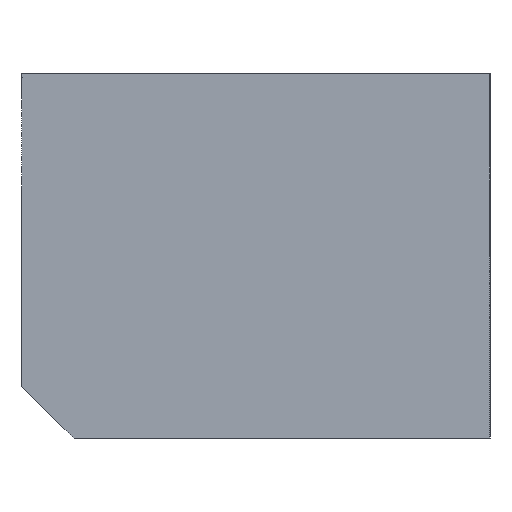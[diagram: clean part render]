
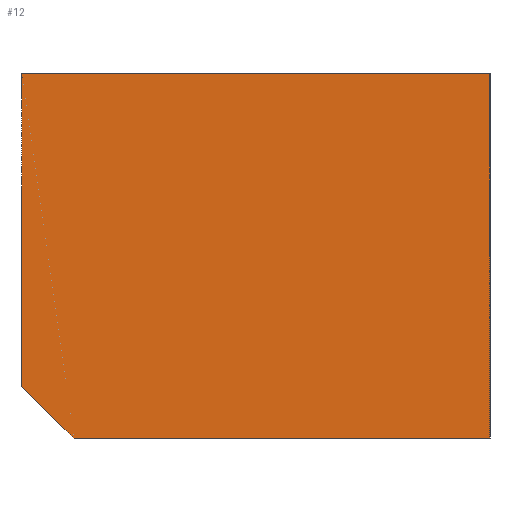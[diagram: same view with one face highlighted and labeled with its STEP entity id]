
A CAD part, left-side view. The second image highlights one B-rep face of the part: STEP entity #12.
In plain terms, the highlighted planar face has unit normal (-1, 0, 0).
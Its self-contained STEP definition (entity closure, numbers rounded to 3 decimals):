
#12 = ADVANCED_FACE ( 'NONE', ( #116 ), #412, .F. ) ;
#29 = DIRECTION ( 'NONE',  ( 0., 0., -1. ) ) ;
#65 = LINE ( 'NONE', #307, #429 ) ;
#68 = CARTESIAN_POINT ( 'NONE',  ( -3.2, 0., 2.1 ) ) ;
#90 = DIRECTION ( 'NONE',  ( 0., 0., 1. ) ) ;
#103 = EDGE_CURVE ( 'NONE', #219, #302, #356, .T. ) ;
#113 = VERTEX_POINT ( 'NONE', #368 ) ;
#116 = FACE_OUTER_BOUND ( 'NONE', #468, .T. ) ;
#117 = EDGE_CURVE ( 'NONE', #141, #302, #65, .T. ) ;
#119 = ORIENTED_EDGE ( 'NONE', *, *, #439, .T. ) ;
#121 = DIRECTION ( 'NONE',  ( 0., -1., 0. ) ) ;
#132 = VECTOR ( 'NONE', #121, 1000. ) ;
#141 = VERTEX_POINT ( 'NONE', #163 ) ;
#163 = CARTESIAN_POINT ( 'NONE',  ( -3.2, 0., -2.1 ) ) ;
#189 = LINE ( 'NONE', #321, #265 ) ;
#197 = ORIENTED_EDGE ( 'NONE', *, *, #103, .F. ) ;
#213 = CARTESIAN_POINT ( 'NONE',  ( -3.2, 5.4, 2.1 ) ) ;
#219 = VERTEX_POINT ( 'NONE', #243 ) ;
#221 = DIRECTION ( 'NONE',  ( 0., 0., 1. ) ) ;
#243 = CARTESIAN_POINT ( 'NONE',  ( -3.2, 5.4, 2.1 ) ) ;
#251 = EDGE_CURVE ( 'NONE', #451, #219, #370, .T. ) ;
#264 = VECTOR ( 'NONE', #333, 1000. ) ;
#265 = VECTOR ( 'NONE', #349, 1000. ) ;
#268 = EDGE_CURVE ( 'NONE', #451, #113, #189, .T. ) ;
#275 = CARTESIAN_POINT ( 'NONE',  ( -3.2, 5.4, 2.1 ) ) ;
#283 = VECTOR ( 'NONE', #221, 1000. ) ;
#302 = VERTEX_POINT ( 'NONE', #68 ) ;
#304 = CARTESIAN_POINT ( 'NONE',  ( -3.2, 5.4, 2.1 ) ) ;
#307 = CARTESIAN_POINT ( 'NONE',  ( -3.2, 0., 2.1 ) ) ;
#315 = DIRECTION ( 'NONE',  ( 1., 0., 0. ) ) ;
#320 = LINE ( 'NONE', #360, #132 ) ;
#321 = CARTESIAN_POINT ( 'NONE',  ( -3.2, 5.4, -1.5 ) ) ;
#333 = DIRECTION ( 'NONE',  ( 0., -1., 0. ) ) ;
#339 = AXIS2_PLACEMENT_3D ( 'NONE', #213, #315, #29 ) ;
#349 = DIRECTION ( 'NONE',  ( 0., -0.707, -0.707 ) ) ;
#354 = ORIENTED_EDGE ( 'NONE', *, *, #251, .F. ) ;
#356 = LINE ( 'NONE', #304, #264 ) ;
#360 = CARTESIAN_POINT ( 'NONE',  ( -3.2, 5.4, -2.1 ) ) ;
#365 = ORIENTED_EDGE ( 'NONE', *, *, #268, .T. ) ;
#366 = ORIENTED_EDGE ( 'NONE', *, *, #117, .T. ) ;
#368 = CARTESIAN_POINT ( 'NONE',  ( -3.2, 4.8, -2.1 ) ) ;
#370 = LINE ( 'NONE', #275, #283 ) ;
#412 = PLANE ( 'NONE',  #339 ) ;
#429 = VECTOR ( 'NONE', #90, 1000. ) ;
#433 = CARTESIAN_POINT ( 'NONE',  ( -3.2, 5.4, -1.5 ) ) ;
#439 = EDGE_CURVE ( 'NONE', #113, #141, #320, .T. ) ;
#451 = VERTEX_POINT ( 'NONE', #433 ) ;
#468 = EDGE_LOOP ( 'NONE', ( #354, #365, #119, #366, #197 ) ) ;
